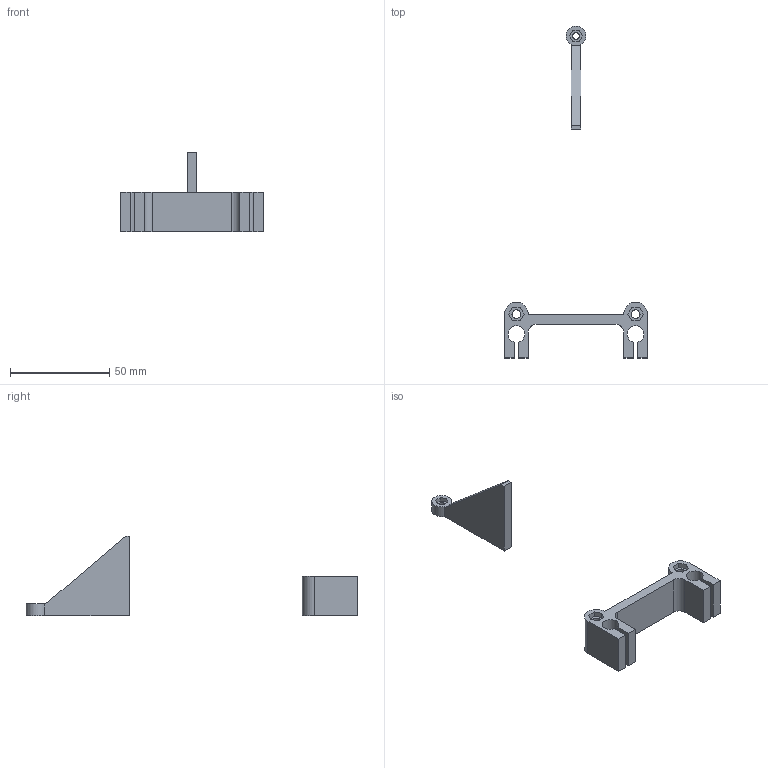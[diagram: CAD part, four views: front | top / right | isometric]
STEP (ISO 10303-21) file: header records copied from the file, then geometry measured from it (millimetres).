
FILE_DESCRIPTION(('FreeCAD Model'),'2;1');
FILE_NAME('Open CASCADE Shape Model','2026-02-26T00:04:19',(''),(''), 'Open CASCADE STEP processor 7.8','FreeCAD','Unknown');
FILE_SCHEMA(('AUTOMOTIVE_DESIGN { 1 0 10303 214 1 1 1 1 }'));
Length unit declared in the file: millimetre
Products named in the file (3): bracket; union; difference001
Assembly tree (2 placements, depth 2):
  bracket
    union
    difference001
Bounding box: 72 x 167 x 40 mm (x, y, z)
Volume: 19558.5 mm3; surface area: 11280.9 mm2
Topology: 2 solids, 2 shells, 54 faces, 143 edges, 96 vertices
Faces by surface type: plane 44, cylinder 10
Full cylindrical faces by diameter (mm): 3.4 x1, 4.4 x2
Entity records: 1721 total; most frequent: CARTESIAN_POINT 296, ORIENTED_EDGE 286, DIRECTION 279, EDGE_CURVE 143, LINE 121, VECTOR 121, VERTEX_POINT 96, AXIS2_PLACEMENT_3D 79
